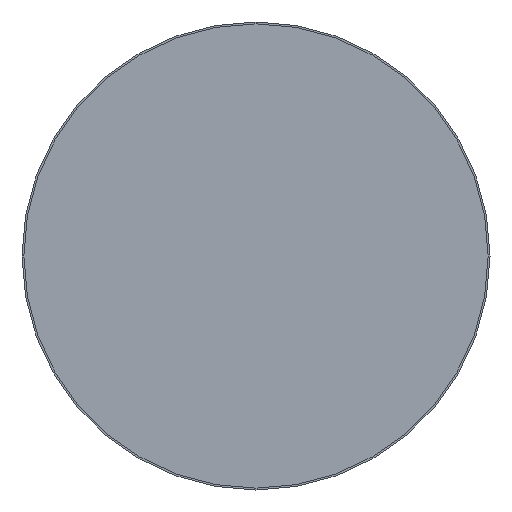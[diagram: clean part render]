
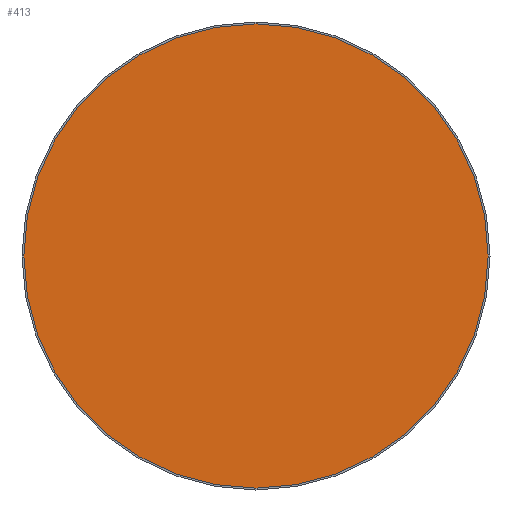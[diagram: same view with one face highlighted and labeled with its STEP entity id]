
A CAD part, front view. The second image highlights one B-rep face of the part: STEP entity #413.
In plain terms, the highlighted planar face has unit normal (0, -1, 0).
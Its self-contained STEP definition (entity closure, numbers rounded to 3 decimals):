
#71 = CARTESIAN_POINT ( 'NONE',  ( 0., 0., 0. ) ) ;
#96 = AXIS2_PLACEMENT_3D ( 'NONE', #71, #331, #886 ) ;
#126 = DIRECTION ( 'NONE',  ( 1., 0., 0. ) ) ;
#130 = CARTESIAN_POINT ( 'NONE',  ( 24.8, 0., 0. ) ) ;
#184 = DIRECTION ( 'NONE',  ( 1., 0., 0. ) ) ;
#199 = EDGE_CURVE ( 'NONE', #371, #714, #1238, .T. ) ;
#209 = PLANE ( 'NONE',  #96 ) ;
#331 = DIRECTION ( 'NONE',  ( 0., 1., 0. ) ) ;
#352 = CARTESIAN_POINT ( 'NONE',  ( 0., 0., 0. ) ) ;
#371 = VERTEX_POINT ( 'NONE', #1403 ) ;
#413 = ADVANCED_FACE ( 'NONE', ( #1269 ), #209, .F. ) ;
#647 = CIRCLE ( 'NONE', #1589, 24.8 ) ;
#714 = VERTEX_POINT ( 'NONE', #130 ) ;
#886 = DIRECTION ( 'NONE',  ( -1., 0., 0. ) ) ;
#982 = EDGE_CURVE ( 'NONE', #714, #371, #647, .T. ) ;
#1009 = ORIENTED_EDGE ( 'NONE', *, *, #199, .T. ) ;
#1238 = CIRCLE ( 'NONE', #1660, 24.8 ) ;
#1269 = FACE_OUTER_BOUND ( 'NONE', #1540, .T. ) ;
#1372 = CARTESIAN_POINT ( 'NONE',  ( 0., 0., 0. ) ) ;
#1396 = ORIENTED_EDGE ( 'NONE', *, *, #982, .T. ) ;
#1403 = CARTESIAN_POINT ( 'NONE',  ( -24.8, 0., 0. ) ) ;
#1540 = EDGE_LOOP ( 'NONE', ( #1396, #1009 ) ) ;
#1589 = AXIS2_PLACEMENT_3D ( 'NONE', #1372, #1653, #184 ) ;
#1653 = DIRECTION ( 'NONE',  ( 0., -1., 0. ) ) ;
#1660 = AXIS2_PLACEMENT_3D ( 'NONE', #352, #1694, #126 ) ;
#1694 = DIRECTION ( 'NONE',  ( 0., -1., 0. ) ) ;
